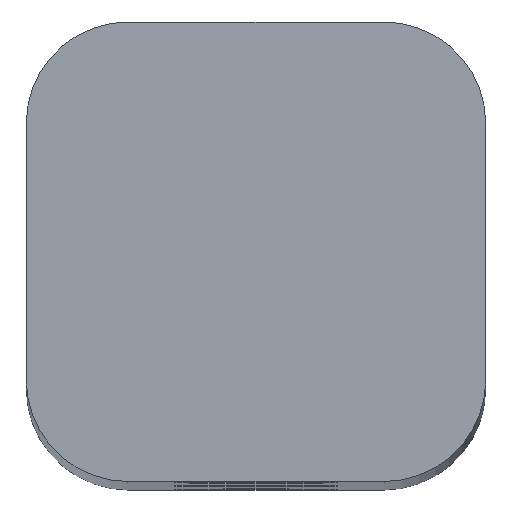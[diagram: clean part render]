
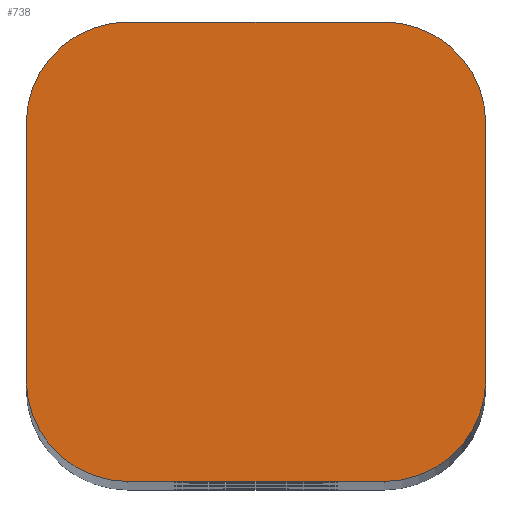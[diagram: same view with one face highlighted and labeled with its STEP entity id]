
A CAD part, top view. The second image highlights one B-rep face of the part: STEP entity #738.
In plain terms, the highlighted planar face has unit normal (0, 0, 1).
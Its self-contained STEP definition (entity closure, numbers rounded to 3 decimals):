
#84=PLANE('',#855);
#118=FACE_OUTER_BOUND('',#176,.T.);
#176=EDGE_LOOP('',(#669,#670,#671,#672,#673,#674,#675,#676));
#181=LINE('',#1123,#221);
#187=LINE('',#1155,#227);
#190=LINE('',#1175,#230);
#216=LINE('',#1313,#256);
#221=VECTOR('',#873,10.);
#227=VECTOR('',#905,10.);
#230=VECTOR('',#926,10.);
#256=VECTOR('',#1102,10.);
#257=CIRCLE('',#755,2.5);
#268=CIRCLE('',#769,2.5);
#275=CIRCLE('',#778,2.5);
#282=CIRCLE('',#787,2.5);
#289=VERTEX_POINT('',#1110);
#290=VERTEX_POINT('',#1111);
#294=VERTEX_POINT('',#1121);
#306=VERTEX_POINT('',#1149);
#307=VERTEX_POINT('',#1153);
#314=VERTEX_POINT('',#1169);
#315=VERTEX_POINT('',#1170);
#322=VERTEX_POINT('',#1189);
#353=EDGE_CURVE('',#289,#290,#257,.T.);
#359=EDGE_CURVE('',#289,#294,#181,.F.);
#372=EDGE_CURVE('',#306,#294,#268,.T.);
#375=EDGE_CURVE('',#306,#307,#187,.F.);
#382=EDGE_CURVE('',#314,#315,#275,.T.);
#385=EDGE_CURVE('',#314,#290,#190,.F.);
#392=EDGE_CURVE('',#322,#307,#282,.T.);
#460=EDGE_CURVE('',#322,#315,#216,.F.);
#669=ORIENTED_EDGE('',*,*,#353,.F.);
#670=ORIENTED_EDGE('',*,*,#359,.T.);
#671=ORIENTED_EDGE('',*,*,#372,.F.);
#672=ORIENTED_EDGE('',*,*,#375,.T.);
#673=ORIENTED_EDGE('',*,*,#392,.F.);
#674=ORIENTED_EDGE('',*,*,#460,.T.);
#675=ORIENTED_EDGE('',*,*,#382,.F.);
#676=ORIENTED_EDGE('',*,*,#385,.T.);
#738=ADVANCED_FACE('',(#118),#84,.T.);
#755=AXIS2_PLACEMENT_3D('',#1112,#863,#864);
#769=AXIS2_PLACEMENT_3D('',#1150,#899,#900);
#778=AXIS2_PLACEMENT_3D('',#1171,#920,#921);
#787=AXIS2_PLACEMENT_3D('',#1190,#941,#942);
#855=AXIS2_PLACEMENT_3D('',#1314,#1103,#1104);
#863=DIRECTION('center_axis',(0.,0.,-1.));
#864=DIRECTION('ref_axis',(0.707,-0.707,0.));
#873=DIRECTION('',(0.,-1.,0.));
#899=DIRECTION('center_axis',(0.,0.,-1.));
#900=DIRECTION('ref_axis',(0.707,0.707,0.));
#905=DIRECTION('',(1.,0.,0.));
#920=DIRECTION('center_axis',(0.,0.,-1.));
#921=DIRECTION('ref_axis',(-0.707,-0.707,0.));
#926=DIRECTION('',(-1.,0.,0.));
#941=DIRECTION('center_axis',(0.,0.,-1.));
#942=DIRECTION('ref_axis',(-0.707,0.707,0.));
#1102=DIRECTION('',(0.,1.,0.));
#1103=DIRECTION('center_axis',(0.,0.,1.));
#1104=DIRECTION('ref_axis',(1.,0.,0.));
#1110=CARTESIAN_POINT('',(-210.35,5.85,120.));
#1111=CARTESIAN_POINT('',(-212.85,3.35,120.));
#1112=CARTESIAN_POINT('Origin',(-212.85,5.85,120.));
#1121=CARTESIAN_POINT('',(-210.35,12.15,120.));
#1123=CARTESIAN_POINT('',(-210.35,6.,120.));
#1149=CARTESIAN_POINT('',(-212.85,14.65,120.));
#1150=CARTESIAN_POINT('Origin',(-212.85,12.15,120.));
#1153=CARTESIAN_POINT('',(-219.15,14.65,120.));
#1155=CARTESIAN_POINT('',(-213.,14.65,120.));
#1169=CARTESIAN_POINT('',(-219.15,3.35,120.));
#1170=CARTESIAN_POINT('',(-221.65,5.85,120.));
#1171=CARTESIAN_POINT('Origin',(-219.15,5.85,120.));
#1175=CARTESIAN_POINT('',(-219.,3.35,120.));
#1189=CARTESIAN_POINT('',(-221.65,12.15,120.));
#1190=CARTESIAN_POINT('Origin',(-219.15,12.15,120.));
#1313=CARTESIAN_POINT('',(-221.65,12.,120.));
#1314=CARTESIAN_POINT('Origin',(-216.,9.,120.));
